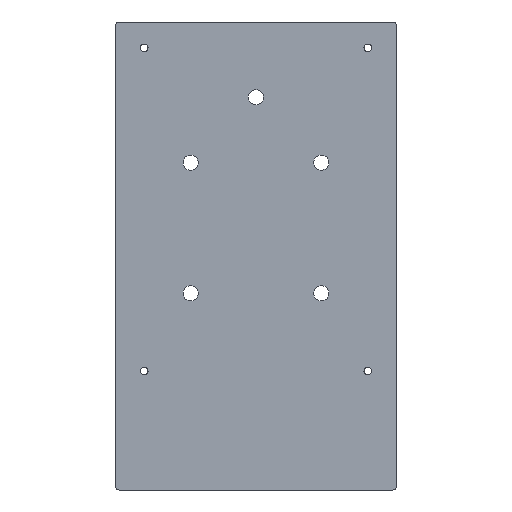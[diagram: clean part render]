
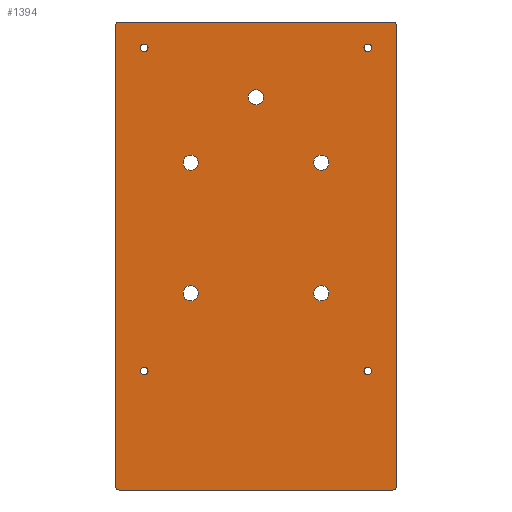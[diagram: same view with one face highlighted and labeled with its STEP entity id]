
A CAD part, front view. The second image highlights one B-rep face of the part: STEP entity #1394.
In plain terms, the highlighted planar face has unit normal (0, -1, 0).
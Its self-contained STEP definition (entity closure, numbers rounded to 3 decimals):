
#37=FACE_BOUND('',#180,.T.);
#38=FACE_BOUND('',#181,.T.);
#39=FACE_BOUND('',#182,.T.);
#40=FACE_BOUND('',#183,.T.);
#41=FACE_BOUND('',#184,.T.);
#42=FACE_BOUND('',#185,.T.);
#43=FACE_BOUND('',#186,.T.);
#44=FACE_BOUND('',#187,.T.);
#45=FACE_BOUND('',#188,.T.);
#58=PLANE('',#1510);
#88=FACE_OUTER_BOUND('',#179,.T.);
#179=EDGE_LOOP('',(#957,#958,#959,#960,#961,#962,#963,#964));
#180=EDGE_LOOP('',(#965));
#181=EDGE_LOOP('',(#966));
#182=EDGE_LOOP('',(#967));
#183=EDGE_LOOP('',(#968));
#184=EDGE_LOOP('',(#969));
#185=EDGE_LOOP('',(#970));
#186=EDGE_LOOP('',(#971));
#187=EDGE_LOOP('',(#972));
#188=EDGE_LOOP('',(#973));
#288=LINE('',#2199,#394);
#298=LINE('',#2235,#404);
#299=LINE('',#2239,#405);
#300=LINE('',#2243,#406);
#394=VECTOR('',#1709,10.);
#404=VECTOR('',#1737,10.);
#405=VECTOR('',#1740,10.);
#406=VECTOR('',#1743,10.);
#496=CIRCLE('',#1494,1.);
#509=CIRCLE('',#1511,1.);
#510=CIRCLE('',#1512,1.);
#511=CIRCLE('',#1513,1.);
#512=CIRCLE('',#1514,1.1);
#513=CIRCLE('',#1515,1.1);
#514=CIRCLE('',#1516,2.2);
#515=CIRCLE('',#1517,2.2);
#516=CIRCLE('',#1518,1.1);
#517=CIRCLE('',#1519,2.2);
#518=CIRCLE('',#1520,2.2);
#519=CIRCLE('',#1521,1.1);
#520=CIRCLE('',#1522,2.2);
#595=VERTEX_POINT('',#2179);
#596=VERTEX_POINT('',#2180);
#602=VERTEX_POINT('',#2198);
#619=VERTEX_POINT('',#2234);
#620=VERTEX_POINT('',#2236);
#621=VERTEX_POINT('',#2238);
#622=VERTEX_POINT('',#2240);
#623=VERTEX_POINT('',#2242);
#624=VERTEX_POINT('',#2245);
#625=VERTEX_POINT('',#2247);
#626=VERTEX_POINT('',#2249);
#627=VERTEX_POINT('',#2251);
#628=VERTEX_POINT('',#2253);
#629=VERTEX_POINT('',#2255);
#630=VERTEX_POINT('',#2257);
#631=VERTEX_POINT('',#2259);
#632=VERTEX_POINT('',#2261);
#717=EDGE_CURVE('',#595,#596,#496,.T.);
#726=EDGE_CURVE('',#602,#596,#288,.T.);
#744=EDGE_CURVE('',#595,#619,#298,.T.);
#745=EDGE_CURVE('',#620,#619,#509,.T.);
#746=EDGE_CURVE('',#620,#621,#299,.T.);
#747=EDGE_CURVE('',#622,#621,#510,.T.);
#748=EDGE_CURVE('',#622,#623,#300,.T.);
#749=EDGE_CURVE('',#602,#623,#511,.T.);
#750=EDGE_CURVE('',#624,#624,#512,.T.);
#751=EDGE_CURVE('',#625,#625,#513,.T.);
#752=EDGE_CURVE('',#626,#626,#514,.T.);
#753=EDGE_CURVE('',#627,#627,#515,.T.);
#754=EDGE_CURVE('',#628,#628,#516,.T.);
#755=EDGE_CURVE('',#629,#629,#517,.T.);
#756=EDGE_CURVE('',#630,#630,#518,.T.);
#757=EDGE_CURVE('',#631,#631,#519,.T.);
#758=EDGE_CURVE('',#632,#632,#520,.T.);
#957=ORIENTED_EDGE('',*,*,#717,.F.);
#958=ORIENTED_EDGE('',*,*,#744,.T.);
#959=ORIENTED_EDGE('',*,*,#745,.F.);
#960=ORIENTED_EDGE('',*,*,#746,.T.);
#961=ORIENTED_EDGE('',*,*,#747,.F.);
#962=ORIENTED_EDGE('',*,*,#748,.T.);
#963=ORIENTED_EDGE('',*,*,#749,.F.);
#964=ORIENTED_EDGE('',*,*,#726,.T.);
#965=ORIENTED_EDGE('',*,*,#750,.T.);
#966=ORIENTED_EDGE('',*,*,#751,.T.);
#967=ORIENTED_EDGE('',*,*,#752,.T.);
#968=ORIENTED_EDGE('',*,*,#753,.T.);
#969=ORIENTED_EDGE('',*,*,#754,.T.);
#970=ORIENTED_EDGE('',*,*,#755,.T.);
#971=ORIENTED_EDGE('',*,*,#756,.T.);
#972=ORIENTED_EDGE('',*,*,#757,.T.);
#973=ORIENTED_EDGE('',*,*,#758,.T.);
#1394=ADVANCED_FACE('',(#88,#37,#38,#39,#40,#41,#42,#43,#44,#45),#58,.F.);
#1494=AXIS2_PLACEMENT_3D('',#2181,#1689,#1690);
#1510=AXIS2_PLACEMENT_3D('',#2233,#1735,#1736);
#1511=AXIS2_PLACEMENT_3D('',#2237,#1738,#1739);
#1512=AXIS2_PLACEMENT_3D('',#2241,#1741,#1742);
#1513=AXIS2_PLACEMENT_3D('',#2244,#1744,#1745);
#1514=AXIS2_PLACEMENT_3D('',#2246,#1746,#1747);
#1515=AXIS2_PLACEMENT_3D('',#2248,#1748,#1749);
#1516=AXIS2_PLACEMENT_3D('',#2250,#1750,#1751);
#1517=AXIS2_PLACEMENT_3D('',#2252,#1752,#1753);
#1518=AXIS2_PLACEMENT_3D('',#2254,#1754,#1755);
#1519=AXIS2_PLACEMENT_3D('',#2256,#1756,#1757);
#1520=AXIS2_PLACEMENT_3D('',#2258,#1758,#1759);
#1521=AXIS2_PLACEMENT_3D('',#2260,#1760,#1761);
#1522=AXIS2_PLACEMENT_3D('',#2262,#1762,#1763);
#1689=DIRECTION('center_axis',(0.,1.,0.));
#1690=DIRECTION('ref_axis',(0.707,0.,-0.707));
#1709=DIRECTION('',(1.,0.,0.));
#1735=DIRECTION('center_axis',(0.,1.,0.));
#1736=DIRECTION('ref_axis',(1.,0.,0.));
#1737=DIRECTION('',(0.,0.,1.));
#1738=DIRECTION('center_axis',(0.,1.,0.));
#1739=DIRECTION('ref_axis',(0.707,0.,0.707));
#1740=DIRECTION('',(-1.,0.,0.));
#1741=DIRECTION('center_axis',(0.,1.,0.));
#1742=DIRECTION('ref_axis',(-0.707,0.,0.707));
#1743=DIRECTION('',(0.,0.,-1.));
#1744=DIRECTION('center_axis',(0.,1.,0.));
#1745=DIRECTION('ref_axis',(-0.707,0.,-0.707));
#1746=DIRECTION('center_axis',(0.,1.,0.));
#1747=DIRECTION('ref_axis',(1.,0.,0.));
#1748=DIRECTION('center_axis',(0.,1.,0.));
#1749=DIRECTION('ref_axis',(1.,0.,0.));
#1750=DIRECTION('center_axis',(0.,1.,0.));
#1751=DIRECTION('ref_axis',(1.,0.,0.));
#1752=DIRECTION('center_axis',(0.,1.,0.));
#1753=DIRECTION('ref_axis',(1.,0.,0.));
#1754=DIRECTION('center_axis',(0.,1.,0.));
#1755=DIRECTION('ref_axis',(1.,0.,0.));
#1756=DIRECTION('center_axis',(0.,1.,0.));
#1757=DIRECTION('ref_axis',(1.,0.,0.));
#1758=DIRECTION('center_axis',(0.,1.,0.));
#1759=DIRECTION('ref_axis',(1.,0.,0.));
#1760=DIRECTION('center_axis',(0.,1.,0.));
#1761=DIRECTION('ref_axis',(1.,0.,0.));
#1762=DIRECTION('center_axis',(0.,1.,0.));
#1763=DIRECTION('ref_axis',(1.,0.,0.));
#2179=CARTESIAN_POINT('',(114.898,-2.,37.786));
#2180=CARTESIAN_POINT('',(113.898,-2.,36.786));
#2181=CARTESIAN_POINT('Origin',(113.898,-2.,37.786));
#2198=CARTESIAN_POINT('',(34.294,-2.,36.786));
#2199=CARTESIAN_POINT('',(112.898,-2.,36.786));
#2233=CARTESIAN_POINT('Origin',(74.096,-2.,104.829));
#2234=CARTESIAN_POINT('',(114.898,-2.,171.873));
#2235=CARTESIAN_POINT('',(114.898,-2.,36.786));
#2236=CARTESIAN_POINT('',(113.898,-2.,172.873));
#2237=CARTESIAN_POINT('Origin',(113.898,-2.,171.873));
#2238=CARTESIAN_POINT('',(34.294,-2.,172.873));
#2239=CARTESIAN_POINT('',(33.294,-2.,172.873));
#2240=CARTESIAN_POINT('',(33.294,-2.,171.873));
#2241=CARTESIAN_POINT('Origin',(34.294,-2.,171.873));
#2242=CARTESIAN_POINT('',(33.294,-2.,37.786));
#2243=CARTESIAN_POINT('',(33.294,-2.,36.786));
#2244=CARTESIAN_POINT('Origin',(34.294,-2.,37.786));
#2245=CARTESIAN_POINT('',(40.496,-2.,165.373));
#2246=CARTESIAN_POINT('Origin',(41.596,-2.,165.373));
#2247=CARTESIAN_POINT('',(105.496,-2.,165.373));
#2248=CARTESIAN_POINT('Origin',(106.596,-2.,165.373));
#2249=CARTESIAN_POINT('',(52.894,-2.,131.973));
#2250=CARTESIAN_POINT('Origin',(55.094,-2.,131.973));
#2251=CARTESIAN_POINT('',(52.894,-2.,93.973));
#2252=CARTESIAN_POINT('Origin',(55.094,-2.,93.973));
#2253=CARTESIAN_POINT('',(40.496,-2.,71.373));
#2254=CARTESIAN_POINT('Origin',(41.596,-2.,71.373));
#2255=CARTESIAN_POINT('',(71.894,-2.,150.973));
#2256=CARTESIAN_POINT('Origin',(74.094,-2.,150.973));
#2257=CARTESIAN_POINT('',(90.894,-2.,93.973));
#2258=CARTESIAN_POINT('Origin',(93.094,-2.,93.973));
#2259=CARTESIAN_POINT('',(105.496,-2.,71.373));
#2260=CARTESIAN_POINT('Origin',(106.596,-2.,71.373));
#2261=CARTESIAN_POINT('',(90.894,-2.,131.973));
#2262=CARTESIAN_POINT('Origin',(93.094,-2.,131.973));
